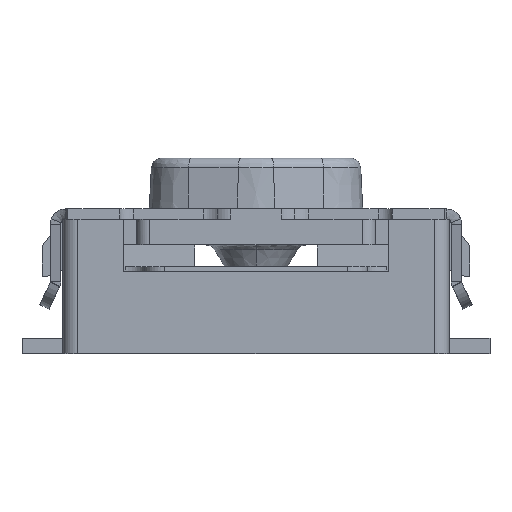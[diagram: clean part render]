
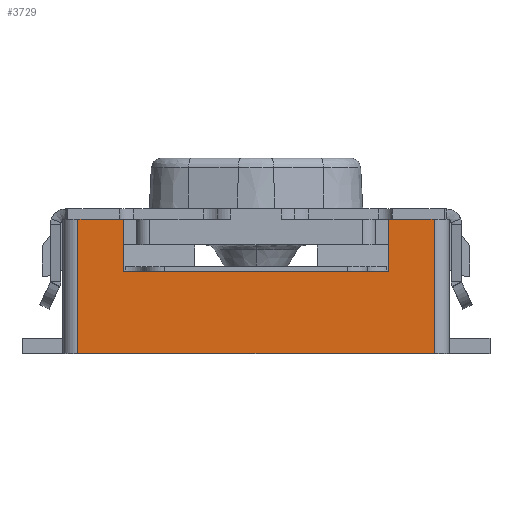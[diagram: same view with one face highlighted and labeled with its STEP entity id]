
A CAD part, top view. The second image highlights one B-rep face of the part: STEP entity #3729.
In plain terms, the highlighted planar face has unit normal (0, 0, 1).
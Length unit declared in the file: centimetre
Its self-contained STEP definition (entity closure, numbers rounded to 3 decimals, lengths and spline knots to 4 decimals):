
#234 = CARTESIAN_POINT ( 'NONE',  ( -0.175, 0.132, 0.14 ) ) ;
#271 = CARTESIAN_POINT ( 'NONE',  ( -0.13, 0.132, 0.14 ) ) ;
#428 = DIRECTION ( 'NONE',  ( -1., 0., 0. ) ) ;
#899 = EDGE_CURVE ( 'NONE', #2976, #10411, #3320, .T. ) ;
#1060 = VERTEX_POINT ( 'NONE', #5023 ) ;
#1279 = VERTEX_POINT ( 'NONE', #5946 ) ;
#1448 = LINE ( 'NONE', #2527, #2699 ) ;
#1826 = LINE ( 'NONE', #10530, #4291 ) ;
#1915 = AXIS2_PLACEMENT_3D ( 'NONE', #10615, #10550, #11688 ) ;
#2007 = VERTEX_POINT ( 'NONE', #13313 ) ;
#2053 = EDGE_CURVE ( 'NONE', #2007, #7841, #6909, .T. ) ;
#2363 = VECTOR ( 'NONE', #6763, 100. ) ;
#2406 = CARTESIAN_POINT ( 'NONE',  ( -0.13, 0., 0.14 ) ) ;
#2527 = CARTESIAN_POINT ( 'NONE',  ( 0., 0., 0.14 ) ) ;
#2699 = VECTOR ( 'NONE', #9352, 100. ) ;
#2976 = VERTEX_POINT ( 'NONE', #234 ) ;
#3051 = CARTESIAN_POINT ( 'NONE',  ( 0.175, 0.132, 0.14 ) ) ;
#3318 = ORIENTED_EDGE ( 'NONE', *, *, #2053, .T. ) ;
#3320 = LINE ( 'NONE', #5890, #11744 ) ;
#3522 = CARTESIAN_POINT ( 'NONE',  ( -0.19, 0.08, 0.14 ) ) ;
#3729 = ADVANCED_FACE ( 'NONE', ( #9529 ), #7492, .T. ) ;
#4034 = DIRECTION ( 'NONE',  ( -1., 0., 0. ) ) ;
#4291 = VECTOR ( 'NONE', #4034, 100. ) ;
#4637 = CARTESIAN_POINT ( 'NONE',  ( -0.175, 0., 0.14 ) ) ;
#5023 = CARTESIAN_POINT ( 'NONE',  ( 0.13, 0.132, 0.14 ) ) ;
#5212 = CARTESIAN_POINT ( 'NONE',  ( 0.13, 0., 0.14 ) ) ;
#5286 = EDGE_CURVE ( 'NONE', #1279, #2007, #8124, .T. ) ;
#5890 = CARTESIAN_POINT ( 'NONE',  ( -0.175, 0., 0.14 ) ) ;
#5946 = CARTESIAN_POINT ( 'NONE',  ( 0.13, 0.08, 0.14 ) ) ;
#5961 = DIRECTION ( 'NONE',  ( 0., -1., 0. ) ) ;
#6282 = DIRECTION ( 'NONE',  ( 0., -1., 0. ) ) ;
#6548 = VECTOR ( 'NONE', #6883, 100. ) ;
#6763 = DIRECTION ( 'NONE',  ( 0., 1., 0. ) ) ;
#6883 = DIRECTION ( 'NONE',  ( 0., 1., 0. ) ) ;
#6909 = LINE ( 'NONE', #2406, #2363 ) ;
#7492 = PLANE ( 'NONE',  #1915 ) ;
#7665 = LINE ( 'NONE', #13202, #10083 ) ;
#7841 = VERTEX_POINT ( 'NONE', #271 ) ;
#7914 = VERTEX_POINT ( 'NONE', #11852 ) ;
#7988 = ORIENTED_EDGE ( 'NONE', *, *, #10238, .T. ) ;
#8114 = ORIENTED_EDGE ( 'NONE', *, *, #10898, .T. ) ;
#8124 = LINE ( 'NONE', #3522, #11375 ) ;
#8387 = LINE ( 'NONE', #5212, #8660 ) ;
#8408 = EDGE_CURVE ( 'NONE', #1060, #1279, #8387, .T. ) ;
#8646 = EDGE_LOOP ( 'NONE', ( #14096, #7988, #8114, #11684, #13941, #3318, #10609, #8817 ) ) ;
#8660 = VECTOR ( 'NONE', #6282, 100. ) ;
#8817 = ORIENTED_EDGE ( 'NONE', *, *, #899, .T. ) ;
#9197 = CARTESIAN_POINT ( 'NONE',  ( 0.175, 0., 0.14 ) ) ;
#9352 = DIRECTION ( 'NONE',  ( -1., 0., 0. ) ) ;
#9529 = FACE_OUTER_BOUND ( 'NONE', #8646, .T. ) ;
#9912 = DIRECTION ( 'NONE',  ( -1., 0., 0. ) ) ;
#10083 = VECTOR ( 'NONE', #9912, 100. ) ;
#10139 = LINE ( 'NONE', #9197, #6548 ) ;
#10238 = EDGE_CURVE ( 'NONE', #7914, #13285, #10139, .T. ) ;
#10411 = VERTEX_POINT ( 'NONE', #4637 ) ;
#10530 = CARTESIAN_POINT ( 'NONE',  ( -0.19, 0.132, 0.14 ) ) ;
#10550 = DIRECTION ( 'NONE',  ( 0., 0., 1. ) ) ;
#10609 = ORIENTED_EDGE ( 'NONE', *, *, #13109, .T. ) ;
#10615 = CARTESIAN_POINT ( 'NONE',  ( -0.19, 0., 0.14 ) ) ;
#10898 = EDGE_CURVE ( 'NONE', #13285, #1060, #1826, .T. ) ;
#11375 = VECTOR ( 'NONE', #428, 100. ) ;
#11684 = ORIENTED_EDGE ( 'NONE', *, *, #8408, .T. ) ;
#11688 = DIRECTION ( 'NONE',  ( 1., 0., 0. ) ) ;
#11744 = VECTOR ( 'NONE', #5961, 100. ) ;
#11852 = CARTESIAN_POINT ( 'NONE',  ( 0.175, 0., 0.14 ) ) ;
#12132 = EDGE_CURVE ( 'NONE', #7914, #10411, #1448, .T. ) ;
#13109 = EDGE_CURVE ( 'NONE', #7841, #2976, #7665, .T. ) ;
#13202 = CARTESIAN_POINT ( 'NONE',  ( -0.19, 0.132, 0.14 ) ) ;
#13285 = VERTEX_POINT ( 'NONE', #3051 ) ;
#13313 = CARTESIAN_POINT ( 'NONE',  ( -0.13, 0.08, 0.14 ) ) ;
#13941 = ORIENTED_EDGE ( 'NONE', *, *, #5286, .T. ) ;
#14096 = ORIENTED_EDGE ( 'NONE', *, *, #12132, .F. ) ;
